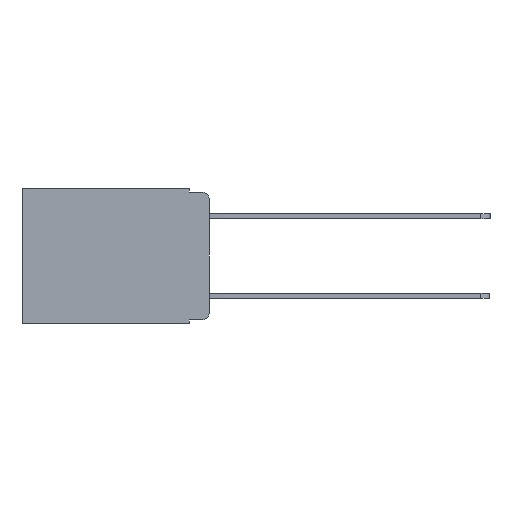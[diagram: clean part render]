
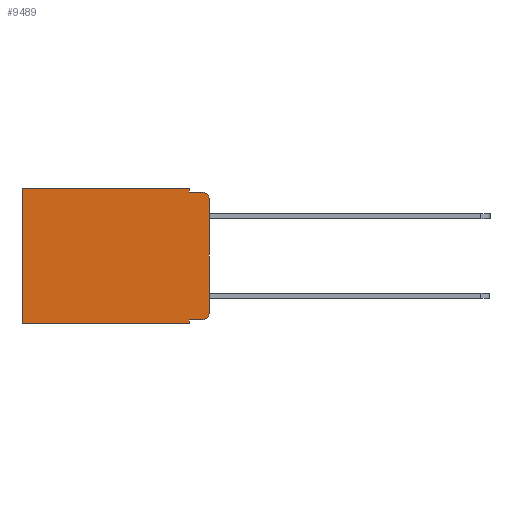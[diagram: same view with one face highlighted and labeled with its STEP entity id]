
A CAD part, left-side view. The second image highlights one B-rep face of the part: STEP entity #9489.
In plain terms, the highlighted planar face has unit normal (-1, 0, 0).
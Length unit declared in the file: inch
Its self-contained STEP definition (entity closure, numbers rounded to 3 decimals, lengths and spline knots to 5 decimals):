
#246 = PLANE ( 'NONE',  #4261 ) ;
#562 = LINE ( 'NONE', #14492, #18979 ) ;
#712 = CARTESIAN_POINT ( 'NONE',  ( 0.298, 0., -0.343 ) ) ;
#1691 = VECTOR ( 'NONE', #21662, 39.37008 ) ;
#1743 = CARTESIAN_POINT ( 'NONE',  ( 0.298, 0., -0.313 ) ) ;
#2046 = VECTOR ( 'NONE', #12569, 39.37008 ) ;
#2206 = DIRECTION ( 'NONE',  ( 1., 0., 0. ) ) ;
#2327 = LINE ( 'NONE', #9122, #1691 ) ;
#2422 = VERTEX_POINT ( 'NONE', #4889 ) ;
#2690 = DIRECTION ( 'NONE',  ( 0., 1., 0. ) ) ;
#2932 = VECTOR ( 'NONE', #2690, 39.37008 ) ;
#3219 = AXIS2_PLACEMENT_3D ( 'NONE', #18401, #15846, #7006 ) ;
#3476 = VERTEX_POINT ( 'NONE', #9184 ) ;
#3642 = ORIENTED_EDGE ( 'NONE', *, *, #14349, .T. ) ;
#4261 = AXIS2_PLACEMENT_3D ( 'NONE', #13260, #2206, #15104 ) ;
#4329 = CARTESIAN_POINT ( 'NONE',  ( 0.298, 0.051, 0. ) ) ;
#4425 = EDGE_CURVE ( 'NONE', #18690, #4915, #16699, .T. ) ;
#4693 = CARTESIAN_POINT ( 'NONE',  ( 0.298, 0.051, -0.01 ) ) ;
#4812 = VERTEX_POINT ( 'NONE', #7005 ) ;
#4889 = CARTESIAN_POINT ( 'NONE',  ( 0.298, 0.02, -0.01 ) ) ;
#4915 = VERTEX_POINT ( 'NONE', #5488 ) ;
#5015 = VERTEX_POINT ( 'NONE', #4693 ) ;
#5115 = EDGE_CURVE ( 'NONE', #18690, #17660, #16949, .T. ) ;
#5227 = EDGE_CURVE ( 'NONE', #4812, #2422, #6207, .T. ) ;
#5488 = CARTESIAN_POINT ( 'NONE',  ( 0.298, 0.051, -0.343 ) ) ;
#5999 = LINE ( 'NONE', #11988, #21449 ) ;
#6207 = CIRCLE ( 'NONE', #3219, 0.02 ) ;
#6823 = FACE_OUTER_BOUND ( 'NONE', #23381, .T. ) ;
#6903 = CARTESIAN_POINT ( 'NONE',  ( 0.298, 0.02, -0.313 ) ) ;
#7004 = ORIENTED_EDGE ( 'NONE', *, *, #13274, .T. ) ;
#7005 = CARTESIAN_POINT ( 'NONE',  ( 0.298, 0., -0.03 ) ) ;
#7006 = DIRECTION ( 'NONE',  ( 0., 0., -1. ) ) ;
#7357 = VECTOR ( 'NONE', #9714, 39.37008 ) ;
#7946 = ORIENTED_EDGE ( 'NONE', *, *, #8682, .F. ) ;
#8298 = CARTESIAN_POINT ( 'NONE',  ( 0.298, 0.051, -0.333 ) ) ;
#8511 = VECTOR ( 'NONE', #9163, 39.37008 ) ;
#8682 = EDGE_CURVE ( 'NONE', #15227, #5015, #9066, .T. ) ;
#8696 = DIRECTION ( 'NONE',  ( 0., 0., -1. ) ) ;
#8869 = ORIENTED_EDGE ( 'NONE', *, *, #21527, .F. ) ;
#8937 = CARTESIAN_POINT ( 'NONE',  ( 0.298, 0.051, 0. ) ) ;
#9066 = LINE ( 'NONE', #14570, #8511 ) ;
#9122 = CARTESIAN_POINT ( 'NONE',  ( 0.298, 0., 0. ) ) ;
#9163 = DIRECTION ( 'NONE',  ( 0., 0., -1. ) ) ;
#9184 = CARTESIAN_POINT ( 'NONE',  ( 0.298, 0.473, 0. ) ) ;
#9489 = ADVANCED_FACE ( 'NONE', ( #6823 ), #246, .F. ) ;
#9714 = DIRECTION ( 'NONE',  ( 0., -1., 0. ) ) ;
#10028 = CIRCLE ( 'NONE', #18622, 0.02 ) ;
#11146 = CARTESIAN_POINT ( 'NONE',  ( 0.298, 0.473, -0.343 ) ) ;
#11988 = CARTESIAN_POINT ( 'NONE',  ( 0.298, 0.473, 0. ) ) ;
#12569 = DIRECTION ( 'NONE',  ( 0., 0., -1. ) ) ;
#12733 = DIRECTION ( 'NONE',  ( 0., -1., 0. ) ) ;
#12924 = ORIENTED_EDGE ( 'NONE', *, *, #14210, .T. ) ;
#12931 = ORIENTED_EDGE ( 'NONE', *, *, #4425, .F. ) ;
#12974 = ORIENTED_EDGE ( 'NONE', *, *, #5227, .T. ) ;
#13260 = CARTESIAN_POINT ( 'NONE',  ( 0.298, 0., 0. ) ) ;
#13274 = EDGE_CURVE ( 'NONE', #17660, #14638, #10028, .T. ) ;
#13462 = CARTESIAN_POINT ( 'NONE',  ( 0.298, 0.051, -0.333 ) ) ;
#13882 = DIRECTION ( 'NONE',  ( 0., 0., -1. ) ) ;
#14210 = EDGE_CURVE ( 'NONE', #15227, #3476, #23098, .T. ) ;
#14349 = EDGE_CURVE ( 'NONE', #3476, #22219, #5999, .T. ) ;
#14492 = CARTESIAN_POINT ( 'NONE',  ( 0.298, 0.051, -0.01 ) ) ;
#14570 = CARTESIAN_POINT ( 'NONE',  ( 0.298, 0.051, 0. ) ) ;
#14638 = VERTEX_POINT ( 'NONE', #1743 ) ;
#14931 = ORIENTED_EDGE ( 'NONE', *, *, #5115, .T. ) ;
#15104 = DIRECTION ( 'NONE',  ( 0., 0., -1. ) ) ;
#15227 = VERTEX_POINT ( 'NONE', #8937 ) ;
#15339 = DIRECTION ( 'NONE',  ( 0., 1., 0. ) ) ;
#15846 = DIRECTION ( 'NONE',  ( -1., 0., 0. ) ) ;
#16699 = LINE ( 'NONE', #4329, #2046 ) ;
#16794 = EDGE_CURVE ( 'NONE', #4812, #14638, #2327, .T. ) ;
#16949 = LINE ( 'NONE', #8298, #7357 ) ;
#17660 = VERTEX_POINT ( 'NONE', #20541 ) ;
#18401 = CARTESIAN_POINT ( 'NONE',  ( 0.298, 0.02, -0.03 ) ) ;
#18622 = AXIS2_PLACEMENT_3D ( 'NONE', #6903, #19492, #8696 ) ;
#18637 = LINE ( 'NONE', #712, #2932 ) ;
#18690 = VERTEX_POINT ( 'NONE', #13462 ) ;
#18949 = ORIENTED_EDGE ( 'NONE', *, *, #16794, .F. ) ;
#18979 = VECTOR ( 'NONE', #12733, 39.37008 ) ;
#19492 = DIRECTION ( 'NONE',  ( -1., 0., 0. ) ) ;
#20541 = CARTESIAN_POINT ( 'NONE',  ( 0.298, 0.02, -0.333 ) ) ;
#21190 = ORIENTED_EDGE ( 'NONE', *, *, #23109, .F. ) ;
#21449 = VECTOR ( 'NONE', #13882, 39.37008 ) ;
#21527 = EDGE_CURVE ( 'NONE', #5015, #2422, #562, .T. ) ;
#21662 = DIRECTION ( 'NONE',  ( 0., 0., -1. ) ) ;
#22219 = VERTEX_POINT ( 'NONE', #11146 ) ;
#22380 = CARTESIAN_POINT ( 'NONE',  ( 0.298, 0., 0. ) ) ;
#22556 = VECTOR ( 'NONE', #15339, 39.37008 ) ;
#23098 = LINE ( 'NONE', #22380, #22556 ) ;
#23109 = EDGE_CURVE ( 'NONE', #4915, #22219, #18637, .T. ) ;
#23381 = EDGE_LOOP ( 'NONE', ( #18949, #12974, #8869, #7946, #12924, #3642, #21190, #12931, #14931, #7004 ) ) ;
